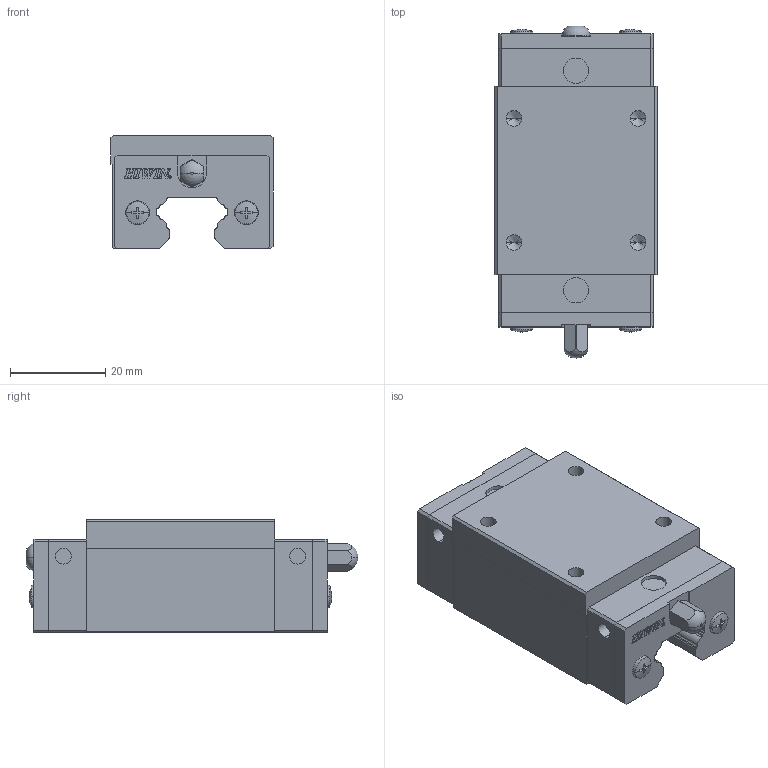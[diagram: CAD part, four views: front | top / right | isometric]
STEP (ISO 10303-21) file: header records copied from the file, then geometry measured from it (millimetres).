
FILE_DESCRIPTION(('STEP AP214'),'1');
FILE_NAME('cctmp_C56326B3-BD61-4A05-B0DF-5D05DE8C9877_2019_5_25_12_11_59_329..stp','2019-05-25T10:11:59',('HIWIN GmbH'),('CADClick - www.CADClick.com'),'Spatial InterOp 3D',' ','unknown authorization');
FILE_SCHEMA(('AUTOMOTIVE_DESIGN'));
Length unit declared in the file: millimetre
Products named in the file (1): HGH15CAZ0H_FILE
Bounding box: 34 x 69.56 x 23.7 mm (x, y, z)
Volume: 37393 mm3; surface area: 10573.4 mm2
Topology: 1 solids, 5 shells, 596 faces, 1624 edges, 1068 vertices
Faces by surface type: plane 396, cylinder 168, cone 28, sphere 2, torus 2
Entity records: 23432 total; most frequent: CARTESIAN_POINT 3441, ORIENTED_EDGE 3232, DIRECTION 3090, EDGE_CURVE 1616, LINE 1208, VECTOR 1208, VERTEX_POINT 1068, AXIS2_PLACEMENT_3D 941
